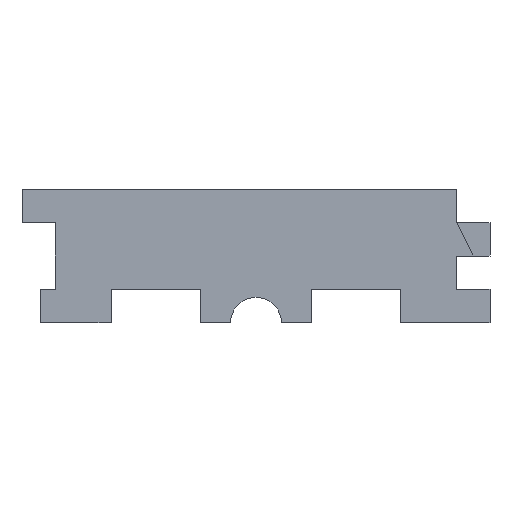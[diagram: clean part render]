
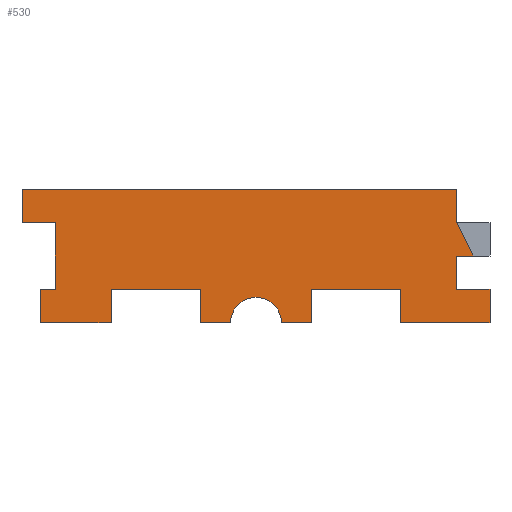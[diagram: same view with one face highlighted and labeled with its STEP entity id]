
A CAD part, front view. The second image highlights one B-rep face of the part: STEP entity #530.
In plain terms, the highlighted planar face has unit normal (0, -1, 0).
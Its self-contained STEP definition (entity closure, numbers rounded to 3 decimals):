
#13=CIRCLE('',#572,11.401);
#15=ORIENTED_EDGE('',*,*,#169,.F.);
#16=ORIENTED_EDGE('',*,*,#170,.T.);
#17=ORIENTED_EDGE('',*,*,#171,.F.);
#18=ORIENTED_EDGE('',*,*,#172,.F.);
#19=ORIENTED_EDGE('',*,*,#173,.F.);
#20=ORIENTED_EDGE('',*,*,#174,.F.);
#21=ORIENTED_EDGE('',*,*,#175,.F.);
#22=ORIENTED_EDGE('',*,*,#176,.F.);
#23=ORIENTED_EDGE('',*,*,#177,.T.);
#24=ORIENTED_EDGE('',*,*,#178,.F.);
#25=ORIENTED_EDGE('',*,*,#179,.F.);
#26=ORIENTED_EDGE('',*,*,#180,.F.);
#27=ORIENTED_EDGE('',*,*,#181,.F.);
#28=ORIENTED_EDGE('',*,*,#182,.F.);
#29=ORIENTED_EDGE('',*,*,#183,.F.);
#30=ORIENTED_EDGE('',*,*,#184,.F.);
#31=ORIENTED_EDGE('',*,*,#185,.F.);
#32=ORIENTED_EDGE('',*,*,#186,.F.);
#33=ORIENTED_EDGE('',*,*,#187,.F.);
#34=ORIENTED_EDGE('',*,*,#188,.F.);
#35=ORIENTED_EDGE('',*,*,#189,.F.);
#36=ORIENTED_EDGE('',*,*,#190,.F.);
#37=ORIENTED_EDGE('',*,*,#191,.F.);
#169=EDGE_CURVE('',#246,#247,#297,.T.);
#170=EDGE_CURVE('',#246,#248,#298,.T.);
#171=EDGE_CURVE('',#249,#248,#299,.T.);
#172=EDGE_CURVE('',#250,#249,#300,.T.);
#173=EDGE_CURVE('',#251,#250,#301,.T.);
#174=EDGE_CURVE('',#252,#251,#302,.T.);
#175=EDGE_CURVE('',#253,#252,#303,.T.);
#176=EDGE_CURVE('',#254,#253,#304,.T.);
#177=EDGE_CURVE('',#254,#255,#305,.T.);
#178=EDGE_CURVE('',#256,#255,#306,.T.);
#179=EDGE_CURVE('',#257,#256,#307,.T.);
#180=EDGE_CURVE('',#258,#257,#308,.T.);
#181=EDGE_CURVE('',#259,#258,#309,.T.);
#182=EDGE_CURVE('',#260,#259,#310,.T.);
#183=EDGE_CURVE('',#261,#260,#13,.T.);
#184=EDGE_CURVE('',#262,#261,#311,.T.);
#185=EDGE_CURVE('',#263,#262,#312,.T.);
#186=EDGE_CURVE('',#264,#263,#313,.T.);
#187=EDGE_CURVE('',#265,#264,#314,.T.);
#188=EDGE_CURVE('',#266,#265,#315,.T.);
#189=EDGE_CURVE('',#267,#266,#316,.T.);
#190=EDGE_CURVE('',#268,#267,#317,.T.);
#191=EDGE_CURVE('',#247,#268,#318,.T.);
#246=VERTEX_POINT('',#741);
#247=VERTEX_POINT('',#742);
#248=VERTEX_POINT('',#744);
#249=VERTEX_POINT('',#746);
#250=VERTEX_POINT('',#748);
#251=VERTEX_POINT('',#750);
#252=VERTEX_POINT('',#752);
#253=VERTEX_POINT('',#754);
#254=VERTEX_POINT('',#756);
#255=VERTEX_POINT('',#758);
#256=VERTEX_POINT('',#760);
#257=VERTEX_POINT('',#762);
#258=VERTEX_POINT('',#764);
#259=VERTEX_POINT('',#766);
#260=VERTEX_POINT('',#768);
#261=VERTEX_POINT('',#770);
#262=VERTEX_POINT('',#772);
#263=VERTEX_POINT('',#774);
#264=VERTEX_POINT('',#776);
#265=VERTEX_POINT('',#778);
#266=VERTEX_POINT('',#780);
#267=VERTEX_POINT('',#782);
#268=VERTEX_POINT('',#784);
#297=LINE('',#740,#372);
#298=LINE('',#743,#373);
#299=LINE('',#745,#374);
#300=LINE('',#747,#375);
#301=LINE('',#749,#376);
#302=LINE('',#751,#377);
#303=LINE('',#753,#378);
#304=LINE('',#755,#379);
#305=LINE('',#757,#380);
#306=LINE('',#759,#381);
#307=LINE('',#761,#382);
#308=LINE('',#763,#383);
#309=LINE('',#765,#384);
#310=LINE('',#767,#385);
#311=LINE('',#771,#386);
#312=LINE('',#773,#387);
#313=LINE('',#775,#388);
#314=LINE('',#777,#389);
#315=LINE('',#779,#390);
#316=LINE('',#781,#391);
#317=LINE('',#783,#392);
#318=LINE('',#785,#393);
#372=VECTOR('',#605,1000.);
#373=VECTOR('',#606,1000.);
#374=VECTOR('',#607,1000.);
#375=VECTOR('',#608,1000.);
#376=VECTOR('',#609,1000.);
#377=VECTOR('',#610,1000.);
#378=VECTOR('',#611,1000.);
#379=VECTOR('',#612,1000.);
#380=VECTOR('',#613,1000.);
#381=VECTOR('',#614,1000.);
#382=VECTOR('',#615,1000.);
#383=VECTOR('',#616,1000.);
#384=VECTOR('',#617,1000.);
#385=VECTOR('',#618,1000.);
#386=VECTOR('',#621,1000.);
#387=VECTOR('',#622,1000.);
#388=VECTOR('',#623,1000.);
#389=VECTOR('',#624,1000.);
#390=VECTOR('',#625,1000.);
#391=VECTOR('',#626,1000.);
#392=VECTOR('',#627,1000.);
#393=VECTOR('',#628,1000.);
#447=EDGE_LOOP('',(#15,#16,#17,#18,#19,#20,#21,#22,#23,#24,#25,#26,#27,
#28,#29,#30,#31,#32,#33,#34,#35,#36,#37));
#475=FACE_BOUND('',#447,.T.);
#503=PLANE('',#571);
#530=ADVANCED_FACE('',(#475),#503,.T.);
#571=AXIS2_PLACEMENT_3D('',#739,#603,#604);
#572=AXIS2_PLACEMENT_3D('',#769,#619,#620);
#603=DIRECTION('',(0.,-1.,0.));
#604=DIRECTION('',(0.,0.,-1.));
#605=DIRECTION('',(-1.,0.,0.));
#606=DIRECTION('',(-0.447,0.,0.894));
#607=DIRECTION('',(0.,0.,-1.));
#608=DIRECTION('',(1.,0.,0.));
#609=DIRECTION('',(0.,0.,1.));
#610=DIRECTION('',(-1.,0.,0.));
#611=DIRECTION('',(0.,0.,1.));
#612=DIRECTION('',(1.,0.,0.));
#613=DIRECTION('',(0.,0.,-1.));
#614=DIRECTION('',(-1.,0.,0.));
#615=DIRECTION('',(0.,0.,-1.));
#616=DIRECTION('',(-1.,0.,0.));
#617=DIRECTION('',(0.,0.,1.));
#618=DIRECTION('',(-1.,0.,0.));
#619=DIRECTION('',(0.,-1.,0.));
#620=DIRECTION('',(0.,0.,-1.));
#621=DIRECTION('',(-1.,0.,0.));
#622=DIRECTION('',(0.,0.,-1.));
#623=DIRECTION('',(-1.,0.,0.));
#624=DIRECTION('',(0.,0.,1.));
#625=DIRECTION('',(-1.,0.,0.));
#626=DIRECTION('',(0.,0.,-1.));
#627=DIRECTION('',(1.,0.,0.));
#628=DIRECTION('',(0.,0.,-1.));
#739=CARTESIAN_POINT('',(105.,0.,-30.));
#740=CARTESIAN_POINT('',(105.,0.,0.));
#741=CARTESIAN_POINT('',(97.5,0.,0.));
#742=CARTESIAN_POINT('',(90.,0.,0.));
#743=CARTESIAN_POINT('',(93.75,0.,7.5));
#744=CARTESIAN_POINT('',(90.,0.,15.));
#745=CARTESIAN_POINT('',(90.,0.,30.));
#746=CARTESIAN_POINT('',(90.,0.,30.));
#747=CARTESIAN_POINT('',(-105.,0.,30.));
#748=CARTESIAN_POINT('',(-105.,0.,30.));
#749=CARTESIAN_POINT('',(-105.,0.,30.));
#750=CARTESIAN_POINT('',(-105.,0.,15.));
#751=CARTESIAN_POINT('',(-105.,0.,15.));
#752=CARTESIAN_POINT('',(-90.,0.,15.));
#753=CARTESIAN_POINT('',(-90.,0.,-15.));
#754=CARTESIAN_POINT('',(-90.,0.,-15.));
#755=CARTESIAN_POINT('',(-105.,0.,-15.));
#756=CARTESIAN_POINT('',(-96.774,0.,-15.));
#757=CARTESIAN_POINT('',(-96.774,0.,-22.5));
#758=CARTESIAN_POINT('',(-96.774,0.,-30.));
#759=CARTESIAN_POINT('',(-105.,0.,-30.));
#760=CARTESIAN_POINT('',(-65.,0.,-30.));
#761=CARTESIAN_POINT('',(-65.,0.,-30.));
#762=CARTESIAN_POINT('',(-65.,0.,-15.));
#763=CARTESIAN_POINT('',(-65.,0.,-15.));
#764=CARTESIAN_POINT('',(-25.,0.,-15.));
#765=CARTESIAN_POINT('',(-25.,0.,-30.));
#766=CARTESIAN_POINT('',(-25.,0.,-30.));
#767=CARTESIAN_POINT('',(-25.,0.,-30.));
#768=CARTESIAN_POINT('',(-11.401,0.,-30.));
#769=CARTESIAN_POINT('',(0.,0.,-30.));
#770=CARTESIAN_POINT('',(11.401,0.,-30.));
#771=CARTESIAN_POINT('',(-25.,0.,-30.));
#772=CARTESIAN_POINT('',(25.,0.,-30.));
#773=CARTESIAN_POINT('',(25.,0.,-30.));
#774=CARTESIAN_POINT('',(25.,0.,-15.));
#775=CARTESIAN_POINT('',(25.,0.,-15.));
#776=CARTESIAN_POINT('',(65.,0.,-15.));
#777=CARTESIAN_POINT('',(65.,0.,-30.));
#778=CARTESIAN_POINT('',(65.,0.,-30.));
#779=CARTESIAN_POINT('',(65.,0.,-30.));
#780=CARTESIAN_POINT('',(105.,0.,-30.));
#781=CARTESIAN_POINT('',(105.,0.,-15.));
#782=CARTESIAN_POINT('',(105.,0.,-15.));
#783=CARTESIAN_POINT('',(105.,0.,-15.));
#784=CARTESIAN_POINT('',(90.,0.,-15.));
#785=CARTESIAN_POINT('',(90.,0.,-15.));
